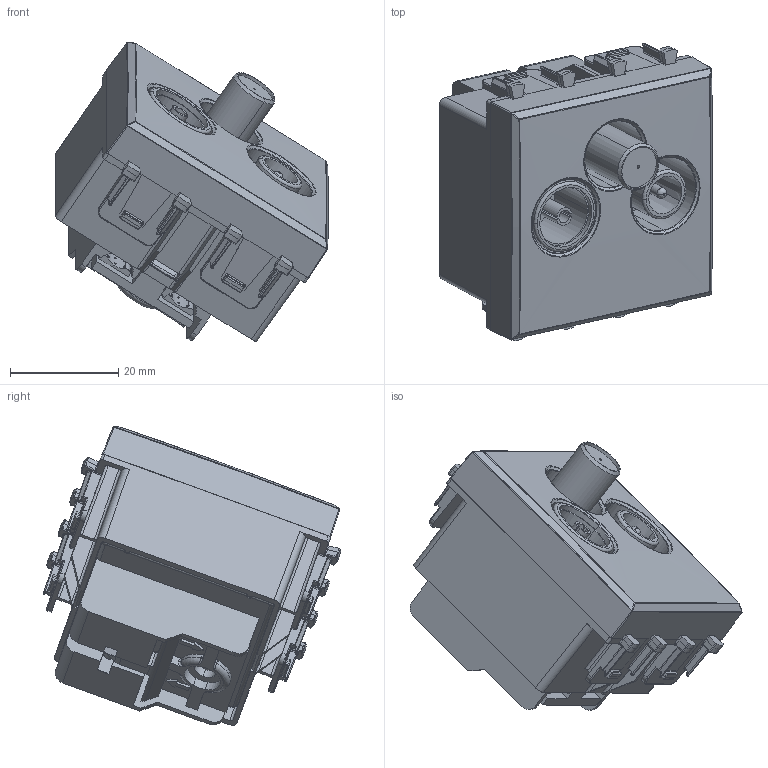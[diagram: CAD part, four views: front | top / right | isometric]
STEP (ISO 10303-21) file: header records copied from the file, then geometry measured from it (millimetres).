
FILE_DESCRIPTION(('CATIA V5 STEP Exchange'),'2;1');
FILE_NAME('445096-3PU.stp','2025-02-19T10:05:14+00:00',('none'),('none'),'CATIA Version 5-6 Release 2016 SP6','CATIA V5 STEP AP203','none');
FILE_SCHEMA(('CONFIG_CONTROL_DESIGN'));
Products named in the file (1): 445096-3PU
Assembly tree (2 placements, depth 2):
  445096-3PU
    #57
    #56291
Bounding box: 50.42 x 54.87 x 55.1 mm (x, y, z)
Volume: 23381.4 mm3; surface area: 31922.8 mm2
Topology: 2 solids, 2 shells, 1876 faces, 4742 edges, 2776 vertices
Faces by surface type: plane 687, cylinder 594, bspline 366, sphere 134, cone 67, torus 22, revolution 6
Entity records: 76324 total; most frequent: CARTESIAN_POINT 38646, ORIENTED_EDGE 9188, DIRECTION 5144, EDGE_CURVE 4594, VERTEX_POINT 2776, VECTOR 2302, LINE 2302, EDGE_LOOP 1954
